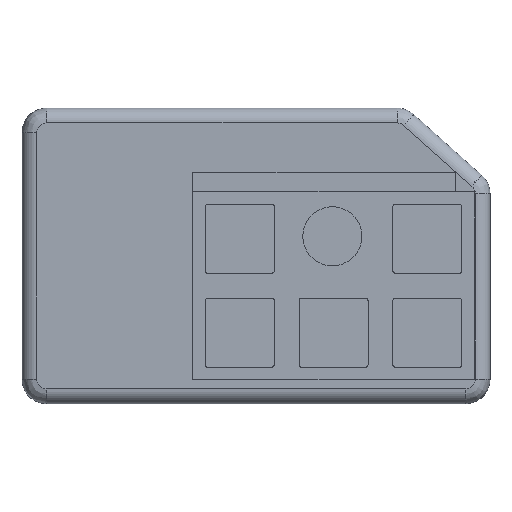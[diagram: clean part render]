
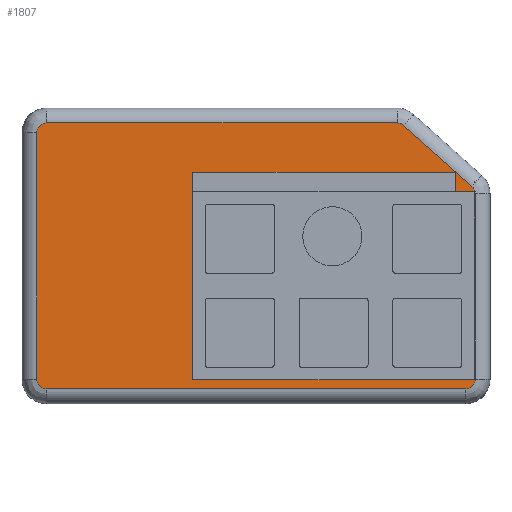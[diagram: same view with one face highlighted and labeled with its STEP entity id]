
A CAD part, top view. The second image highlights one B-rep face of the part: STEP entity #1807.
In plain terms, the highlighted planar face has unit normal (0, 0, 1).
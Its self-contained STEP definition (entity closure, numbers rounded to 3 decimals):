
#48=FACE_BOUND('',#289,.T.);
#82=PLANE('',#1996);
#178=FACE_OUTER_BOUND('',#288,.T.);
#288=EDGE_LOOP('',(#1581,#1582,#1583,#1584,#1585,#1586,#1587,#1588,#1589,
#1590));
#289=EDGE_LOOP('',(#1591,#1592,#1593,#1594,#1595,#1596));
#425=LINE('',#2970,#600);
#427=LINE('',#2989,#602);
#428=LINE('',#3005,#603);
#429=LINE('',#3021,#604);
#431=LINE('',#3043,#606);
#445=LINE('',#3072,#620);
#446=LINE('',#3074,#621);
#447=LINE('',#3076,#622);
#448=LINE('',#3078,#623);
#449=LINE('',#3080,#624);
#450=LINE('',#3081,#625);
#600=VECTOR('',#2394,10.);
#602=VECTOR('',#2406,10.);
#603=VECTOR('',#2415,10.);
#604=VECTOR('',#2424,10.);
#606=VECTOR('',#2438,10.);
#620=VECTOR('',#2464,10.);
#621=VECTOR('',#2465,10.);
#622=VECTOR('',#2466,10.);
#623=VECTOR('',#2467,10.);
#624=VECTOR('',#2468,10.);
#625=VECTOR('',#2469,10.);
#727=CIRCLE('',#1967,2.);
#733=CIRCLE('',#1974,2.);
#736=CIRCLE('',#1978,2.);
#739=CIRCLE('',#1982,2.);
#743=CIRCLE('',#1989,2.);
#865=VERTEX_POINT('',#2958);
#866=VERTEX_POINT('',#2960);
#868=VERTEX_POINT('',#2966);
#870=VERTEX_POINT('',#2980);
#872=VERTEX_POINT('',#2986);
#873=VERTEX_POINT('',#2999);
#874=VERTEX_POINT('',#3003);
#875=VERTEX_POINT('',#3015);
#876=VERTEX_POINT('',#3019);
#880=VERTEX_POINT('',#3037);
#889=VERTEX_POINT('',#3070);
#890=VERTEX_POINT('',#3071);
#891=VERTEX_POINT('',#3073);
#892=VERTEX_POINT('',#3075);
#893=VERTEX_POINT('',#3077);
#894=VERTEX_POINT('',#3079);
#1092=EDGE_CURVE('',#865,#866,#727,.T.);
#1097=EDGE_CURVE('',#866,#868,#425,.T.);
#1100=EDGE_CURVE('',#868,#870,#733,.T.);
#1103=EDGE_CURVE('',#870,#872,#427,.T.);
#1105=EDGE_CURVE('',#872,#873,#736,.T.);
#1107=EDGE_CURVE('',#873,#874,#428,.T.);
#1109=EDGE_CURVE('',#874,#875,#739,.T.);
#1111=EDGE_CURVE('',#875,#876,#429,.T.);
#1117=EDGE_CURVE('',#876,#880,#743,.T.);
#1118=EDGE_CURVE('',#880,#865,#431,.T.);
#1132=EDGE_CURVE('',#889,#890,#445,.T.);
#1133=EDGE_CURVE('',#891,#889,#446,.T.);
#1134=EDGE_CURVE('',#891,#892,#447,.T.);
#1135=EDGE_CURVE('',#892,#893,#448,.T.);
#1136=EDGE_CURVE('',#894,#893,#449,.T.);
#1137=EDGE_CURVE('',#890,#894,#450,.T.);
#1581=ORIENTED_EDGE('',*,*,#1092,.F.);
#1582=ORIENTED_EDGE('',*,*,#1118,.F.);
#1583=ORIENTED_EDGE('',*,*,#1117,.F.);
#1584=ORIENTED_EDGE('',*,*,#1111,.F.);
#1585=ORIENTED_EDGE('',*,*,#1109,.F.);
#1586=ORIENTED_EDGE('',*,*,#1107,.F.);
#1587=ORIENTED_EDGE('',*,*,#1105,.F.);
#1588=ORIENTED_EDGE('',*,*,#1103,.F.);
#1589=ORIENTED_EDGE('',*,*,#1100,.F.);
#1590=ORIENTED_EDGE('',*,*,#1097,.F.);
#1591=ORIENTED_EDGE('',*,*,#1132,.F.);
#1592=ORIENTED_EDGE('',*,*,#1133,.F.);
#1593=ORIENTED_EDGE('',*,*,#1134,.T.);
#1594=ORIENTED_EDGE('',*,*,#1135,.T.);
#1595=ORIENTED_EDGE('',*,*,#1136,.F.);
#1596=ORIENTED_EDGE('',*,*,#1137,.F.);
#1807=ADVANCED_FACE('',(#178,#48),#82,.T.);
#1967=AXIS2_PLACEMENT_3D('',#2961,#2383,#2384);
#1974=AXIS2_PLACEMENT_3D('',#2984,#2399,#2400);
#1978=AXIS2_PLACEMENT_3D('',#3001,#2409,#2410);
#1982=AXIS2_PLACEMENT_3D('',#3017,#2418,#2419);
#1989=AXIS2_PLACEMENT_3D('',#3041,#2434,#2435);
#1996=AXIS2_PLACEMENT_3D('',#3069,#2462,#2463);
#2383=DIRECTION('center_axis',(0.,0.,-1.));
#2384=DIRECTION('ref_axis',(0.707,-0.707,0.));
#2394=DIRECTION('',(-1.,0.,0.));
#2399=DIRECTION('center_axis',(0.,0.,-1.));
#2400=DIRECTION('ref_axis',(-0.707,-0.707,0.));
#2406=DIRECTION('',(0.,1.,0.));
#2409=DIRECTION('center_axis',(0.,0.,-1.));
#2410=DIRECTION('ref_axis',(-0.707,0.707,0.));
#2415=DIRECTION('',(1.,0.,0.));
#2418=DIRECTION('center_axis',(0.,0.,-1.));
#2419=DIRECTION('ref_axis',(0.357,0.934,0.));
#2424=DIRECTION('',(0.745,-0.667,0.));
#2434=DIRECTION('center_axis',(0.,0.,-1.));
#2435=DIRECTION('ref_axis',(0.913,0.408,0.));
#2438=DIRECTION('',(0.,-1.,0.));
#2462=DIRECTION('center_axis',(0.,0.,1.));
#2463=DIRECTION('ref_axis',(1.,0.,0.));
#2464=DIRECTION('',(1.,0.,0.));
#2465=DIRECTION('',(0.,-1.,0.));
#2466=DIRECTION('',(1.,0.,0.));
#2467=DIRECTION('',(0.,-1.,0.));
#2468=DIRECTION('',(-1.,0.,0.));
#2469=DIRECTION('',(0.,1.,0.));
#2958=CARTESIAN_POINT('',(90.,3.,12.));
#2960=CARTESIAN_POINT('',(88.,1.,12.));
#2961=CARTESIAN_POINT('Origin',(88.,3.,12.));
#2966=CARTESIAN_POINT('',(3.,1.,12.));
#2970=CARTESIAN_POINT('',(21.75,1.,12.));
#2980=CARTESIAN_POINT('',(1.,3.,12.));
#2984=CARTESIAN_POINT('Origin',(3.,3.,12.));
#2986=CARTESIAN_POINT('',(1.,53.,12.));
#2989=CARTESIAN_POINT('',(1.,43.,12.));
#2999=CARTESIAN_POINT('',(3.,55.,12.));
#3001=CARTESIAN_POINT('Origin',(3.,53.,12.));
#3003=CARTESIAN_POINT('',(74.196,55.,12.));
#3005=CARTESIAN_POINT('',(60.421,55.,12.));
#3015=CARTESIAN_POINT('',(75.529,54.491,12.));
#3017=CARTESIAN_POINT('Origin',(74.196,53.,12.));
#3019=CARTESIAN_POINT('',(89.333,42.149,12.));
#3021=CARTESIAN_POINT('',(81.169,49.449,12.));
#3037=CARTESIAN_POINT('',(90.,40.658,12.));
#3041=CARTESIAN_POINT('Origin',(88.,40.658,12.));
#3043=CARTESIAN_POINT('',(90.,13.,12.));
#3069=CARTESIAN_POINT('Origin',(45.5,28.,12.));
#3070=CARTESIAN_POINT('',(32.663,2.9,12.));
#3071=CARTESIAN_POINT('',(89.813,2.9,12.));
#3072=CARTESIAN_POINT('',(32.663,2.9,12.));
#3073=CARTESIAN_POINT('',(32.662,45.,12.));
#3074=CARTESIAN_POINT('',(32.663,2.9,12.));
#3075=CARTESIAN_POINT('',(86.,45.,12.));
#3076=CARTESIAN_POINT('',(39.081,45.,12.));
#3077=CARTESIAN_POINT('',(86.,41.,12.));
#3078=CARTESIAN_POINT('',(86.,36.5,12.));
#3079=CARTESIAN_POINT('',(89.813,41.,12.));
#3080=CARTESIAN_POINT('',(32.663,41.,12.));
#3081=CARTESIAN_POINT('',(89.813,41.,12.));
